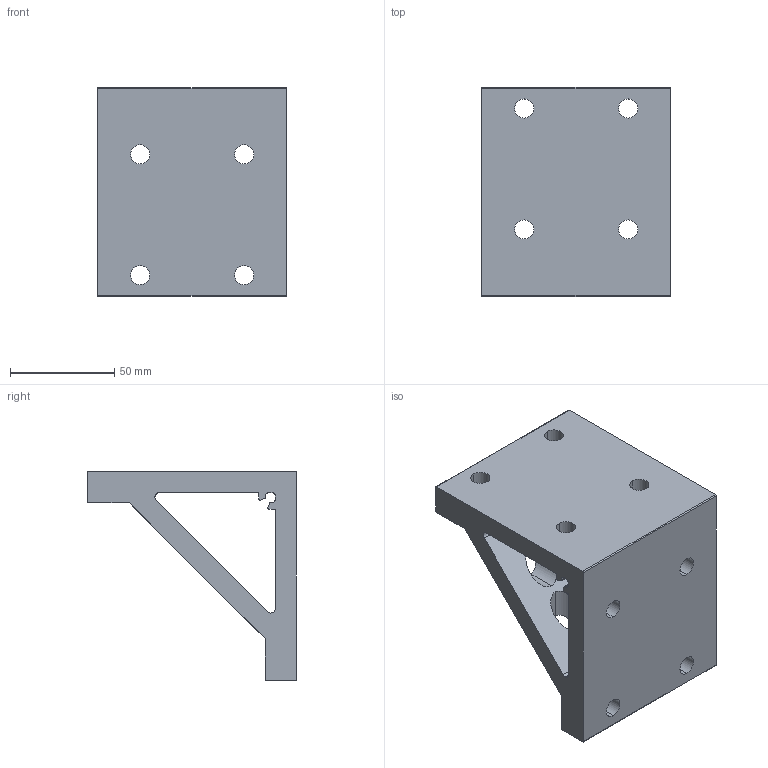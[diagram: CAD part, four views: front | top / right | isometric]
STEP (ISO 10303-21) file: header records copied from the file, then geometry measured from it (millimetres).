
FILE_DESCRIPTION (( 'STEP AP214' ), '1' );
FILE_NAME ('SNSS.30.70.13 Óãëîâîé àëþìèíèåâûé ñîåäèíèòåëü 100õ100õ100, ïàç 10 (T43).STEP', '2018-04-23T10:04:38', ( '' ), ( '' ), 'SwSTEP 2.0', 'SolidWorks 2017', '' );
FILE_SCHEMA (( 'AUTOMOTIVE_DESIGN' ));
Length unit declared in the file: millimetre
Products named in the file (1): SNSS.30.70.13 Óãëîâîé àëþìèíèåâûé ñîåäèíèòåëü 100õ100õ100, ïàç 10 (T43)
Bounding box: 90 x 100 x 100 mm (x, y, z)
Volume: 261852.4 mm3; surface area: 59727 mm2
Topology: 1 solids, 1 shells, 60 faces, 174 edges, 116 vertices
Faces by surface type: cylinder 42, plane 18
Entity records: 2092 total; most frequent: CARTESIAN_POINT 399, DIRECTION 348, ORIENTED_EDGE 348, EDGE_CURVE 174, AXIS2_PLACEMENT_3D 129, VERTEX_POINT 116, LINE 90, VECTOR 90
